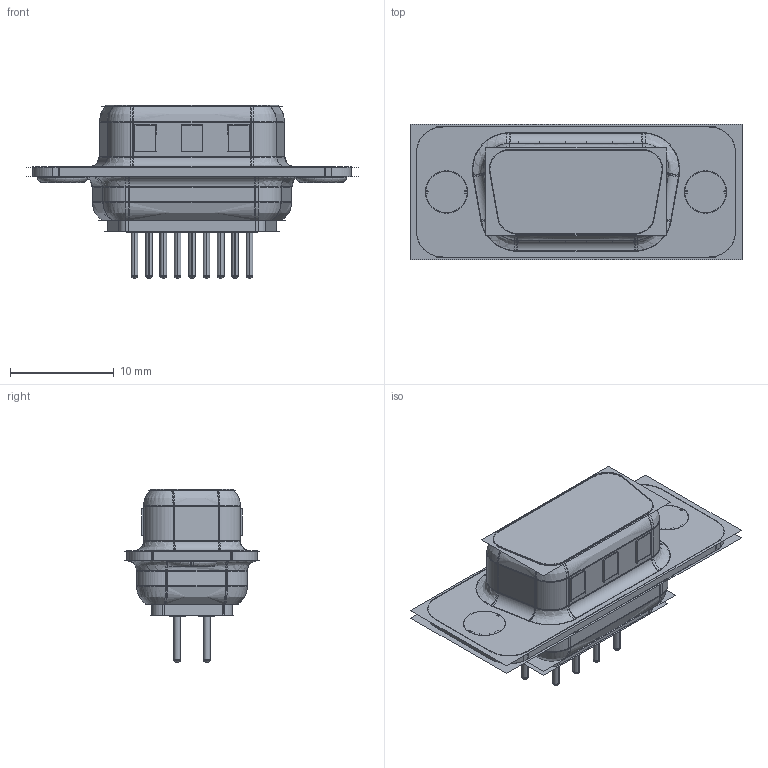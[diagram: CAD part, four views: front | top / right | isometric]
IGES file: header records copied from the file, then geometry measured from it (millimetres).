
Start section:  PTC IGES file: spc15444_asm.igs
Global section: file name: spc15444_asm.igs; native system: Pro/ENGINEER by Parametric Technology Corporation; preprocessor: 2009360; author: yang; organization: Unknown; date: 20150812.161820; units: millimetre
Bounding box: 32.03 x 13.05 x 16.73 mm (x, y, z)
Volume: 1418.6 mm3; surface area: 11633 mm2
Topology: 10 solids, 10 shells, 758 faces, 3698 edges, 4574 vertices
Faces by surface type: revolution 400, bspline 358
